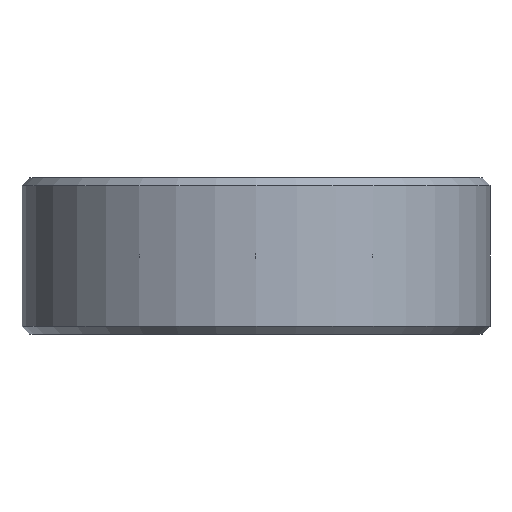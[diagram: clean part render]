
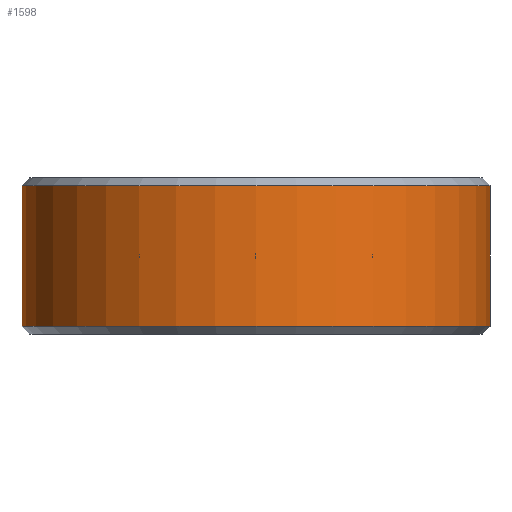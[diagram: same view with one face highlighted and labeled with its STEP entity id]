
A CAD part, front view. The second image highlights one B-rep face of the part: STEP entity #1598.
In plain terms, the highlighted cylindrical face has radius 4.763 mm (diameter 9.525 mm), a partial arc.
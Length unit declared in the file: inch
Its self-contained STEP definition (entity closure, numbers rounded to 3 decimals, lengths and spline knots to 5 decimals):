
#172 = FACE_OUTER_BOUND ( 'NONE', #1275, .T. ) ;
#174 = CYLINDRICAL_SURFACE ( 'NONE', #1409, 0.1875 ) ;
#379 = CARTESIAN_POINT ( 'NONE',  ( 0., 0., 0.0625 ) ) ;
#381 = DIRECTION ( 'NONE',  ( 0., 0., 1. ) ) ;
#383 = DIRECTION ( 'NONE',  ( 1., 0., 0. ) ) ;
#577 = DIRECTION ( 'NONE',  ( 1., 0., 0. ) ) ;
#578 = DIRECTION ( 'NONE',  ( 0., 0., 1. ) ) ;
#579 = CARTESIAN_POINT ( 'NONE',  ( 0., 0., -0.05625 ) ) ;
#580 = DIRECTION ( 'NONE',  ( 1., 0., 0. ) ) ;
#581 = DIRECTION ( 'NONE',  ( 0., 0., 1. ) ) ;
#582 = CARTESIAN_POINT ( 'NONE',  ( 0., 0., 0.05625 ) ) ;
#596 = CARTESIAN_POINT ( 'NONE',  ( 0.1875, 0., 0.0625 ) ) ;
#597 = DIRECTION ( 'NONE',  ( 0., 0., 1. ) ) ;
#598 = DIRECTION ( 'NONE',  ( 0., 0., 1. ) ) ;
#603 = CARTESIAN_POINT ( 'NONE',  ( -0.1875, 0., 0.0625 ) ) ;
#777 = CARTESIAN_POINT ( 'NONE',  ( -0.1875, 0., 0.05625 ) ) ;
#778 = CARTESIAN_POINT ( 'NONE',  ( -0.1875, 0., -0.05625 ) ) ;
#793 = CARTESIAN_POINT ( 'NONE',  ( 0.1875, 0., 0.05625 ) ) ;
#799 = CARTESIAN_POINT ( 'NONE',  ( 0.1875, 0., -0.05625 ) ) ;
#855 = CIRCLE ( 'NONE', #1467, 0.1875 ) ;
#856 = CIRCLE ( 'NONE', #1468, 0.1875 ) ;
#862 = VECTOR ( 'NONE', #598, 39.37008 ) ;
#865 = VECTOR ( 'NONE', #597, 39.37008 ) ;
#868 = LINE ( 'NONE', #596, #862 ) ;
#869 = LINE ( 'NONE', #603, #865 ) ;
#956 = ORIENTED_EDGE ( 'NONE', *, *, #1521, .F. ) ;
#957 = ORIENTED_EDGE ( 'NONE', *, *, #1529, .T. ) ;
#958 = ORIENTED_EDGE ( 'NONE', *, *, #1523, .T. ) ;
#959 = ORIENTED_EDGE ( 'NONE', *, *, #1528, .F. ) ;
#1165 = VERTEX_POINT ( 'NONE', #799 ) ;
#1166 = VERTEX_POINT ( 'NONE', #793 ) ;
#1183 = VERTEX_POINT ( 'NONE', #778 ) ;
#1184 = VERTEX_POINT ( 'NONE', #777 ) ;
#1275 = EDGE_LOOP ( 'NONE', ( #956, #957, #958, #959 ) ) ;
#1409 = AXIS2_PLACEMENT_3D ( 'NONE', #379, #381, #383 ) ;
#1467 = AXIS2_PLACEMENT_3D ( 'NONE', #579, #578, #577 ) ;
#1468 = AXIS2_PLACEMENT_3D ( 'NONE', #582, #581, #580 ) ;
#1521 = EDGE_CURVE ( 'NONE', #1183, #1184, #869, .T. ) ;
#1523 = EDGE_CURVE ( 'NONE', #1165, #1166, #868, .T. ) ;
#1528 = EDGE_CURVE ( 'NONE', #1184, #1166, #856, .T. ) ;
#1529 = EDGE_CURVE ( 'NONE', #1183, #1165, #855, .T. ) ;
#1598 = ADVANCED_FACE ( 'NONE', ( #172 ), #174, .T. ) ;
